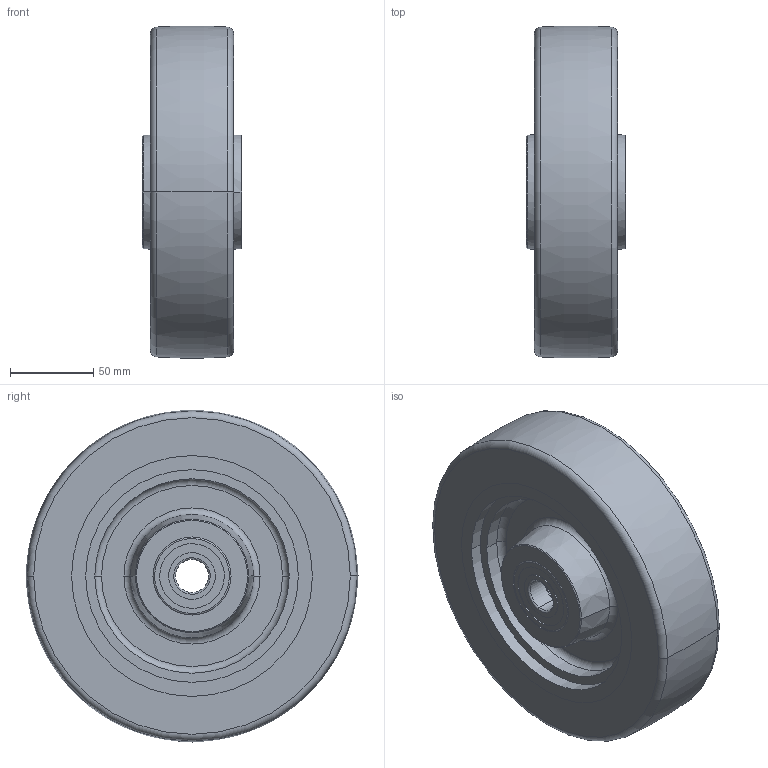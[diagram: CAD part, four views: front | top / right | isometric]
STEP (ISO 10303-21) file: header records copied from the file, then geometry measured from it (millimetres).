
FILE_DESCRIPTION (( 'STEP AP214' ), '1' );
FILE_NAME ('0051267.step', '2021-07-13T08:56:56', ( 'Windows-Benutzer' ), ( '' ), 'SwSTEP 2.0', 'SolidWorks 2020', '' );
FILE_SCHEMA (( 'AUTOMOTIVE_DESIGN' ));
Length unit declared in the file: millimetre
Products named in the file (1): 0051267
Bounding box: 60 x 199.84 x 199.84 mm (x, y, z)
Volume: 1254439.4 mm3; surface area: 196404 mm2
Topology: 13 solids, 13 shells, 168 faces, 342 edges, 204 vertices
Faces by surface type: cylinder 64, torus 53, plane 32, bspline 10, cone 9
Entity records: 6854 total; most frequent: CARTESIAN_POINT 1149, DIRECTION 888, ORIENTED_EDGE 684, AXIS2_PLACEMENT_3D 407, EDGE_CURVE 342, CIRCLE 248, VERTEX_POINT 204, EDGE_LOOP 198
